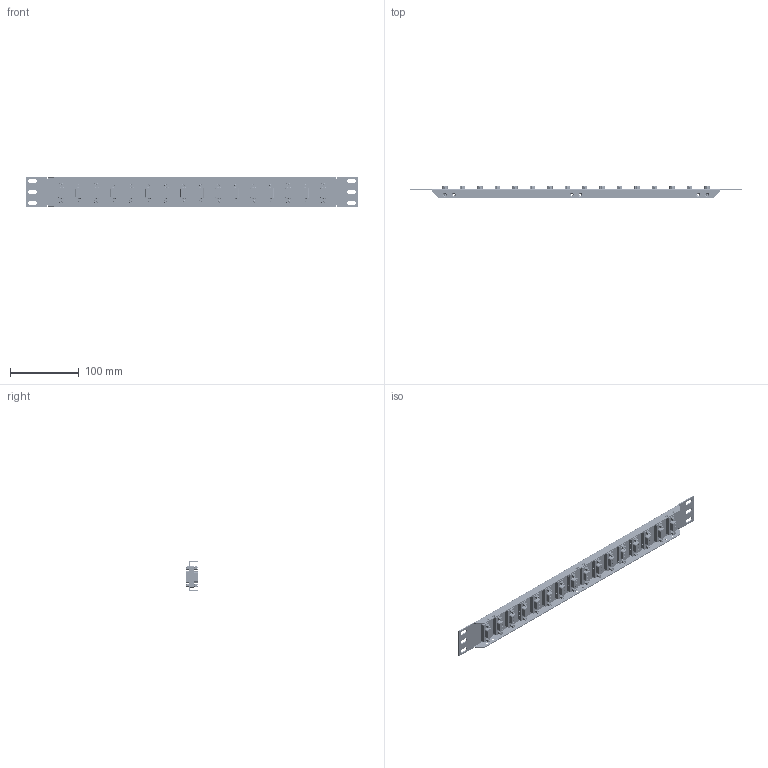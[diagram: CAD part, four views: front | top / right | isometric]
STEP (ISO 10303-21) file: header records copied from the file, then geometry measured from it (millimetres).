
FILE_DESCRIPTION (( 'STEP AP214' ), '1' );
FILE_NAME ('PR175GB9FB.STEP', '2017-05-24T19:02:28', ( 'L-Com' ), ( 'L-Com Global Connectivity' ), 'SwSTEP 2.0', 'SolidWorks 2014', '' );
FILE_SCHEMA (( 'AUTOMOTIVE_DESIGN' ));
Length unit declared in the file: inch
Products named in the file (7): DGB9F_.060 PANEL OFFSET; 3AA06-001; 3AA05-002; SD9S_with RADIUSED EDGE; DGB9F-MA1_GENDER CHANGER; PR175DS916B-MA1; PR175GB9FB
Assembly tree (24 placements, depth 3):
  PR175GB9FB
    PR175DS916B-MA1
    DGB9F_.060 PANEL OFFSET  x16
      DGB9F-MA1_GENDER CHANGER
      SD9S_with RADIUSED EDGE
      3AA05-002
      3AA06-001
Bounding box: 482.6 x 17.79 x 43.94 mm (x, y, z)
Volume: 101216.9 mm3; surface area: 111215.5 mm2
Topology: 113 solids, 113 shells, 16165 faces, 43704 edges, 28384 vertices
Faces by surface type: plane 10629, cylinder 2176, bspline 1704, cone 984, torus 352, sphere 320
Entity records: 75598 total; most frequent: CARTESIAN_POINT 21034, ORIENTED_EDGE 8784, DIRECTION 7194, EDGE_CURVE 4392, VECTOR 3366, LINE 3366, VERTEX_POINT 2898, AXIS2_PLACEMENT_3D 1914
